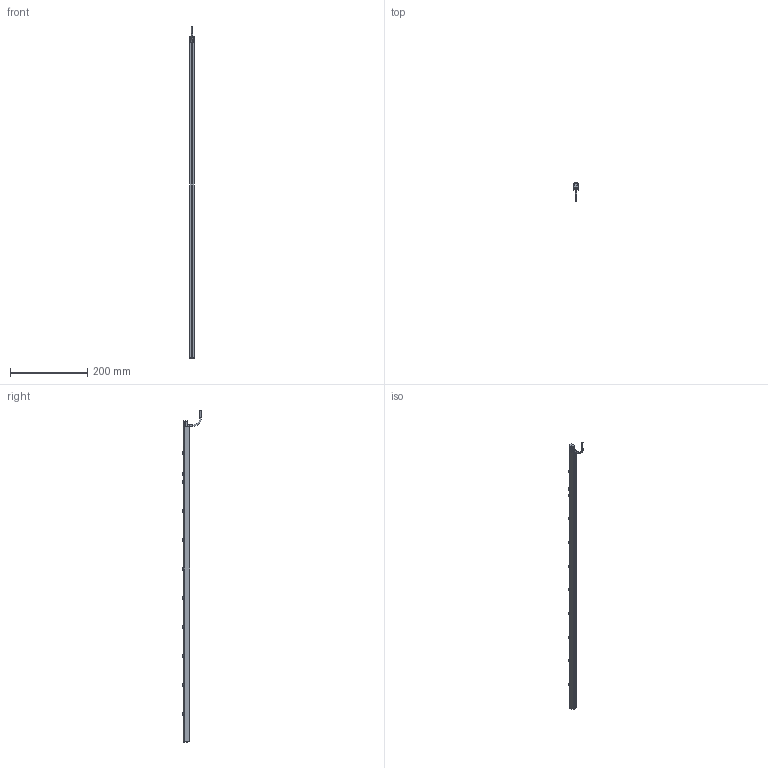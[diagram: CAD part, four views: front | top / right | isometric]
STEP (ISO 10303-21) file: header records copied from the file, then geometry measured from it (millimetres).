
FILE_DESCRIPTION((''),'2;1');
FILE_NAME('223801_ASM','2021-10-25T10:42:16',('PDMAdmin'),('BANNER ENGINEERING'),'CREO PARAMETRIC BY PTC INC, 2019292','CREO PARAMETRIC BY PTC INC, 2019292','');
FILE_SCHEMA(('CONFIG_CONTROL_DESIGN'));
Products named in the file (3): 223801_SM01; TTR_WEB_CABLE_SNUB; 223801_ASM
Assembly tree (2 placements, depth 2):
  223801_ASM
    223801_SM01
    TTR_WEB_CABLE_SNUB
Bounding box: 12 x 49.1 x 859.05 mm (x, y, z)
Volume: 134814.4 mm3; surface area: 61698.1 mm2
Topology: 2 solids, 2 shells, 1910 faces, 5113 edges, 3119 vertices
Faces by surface type: bspline 776, plane 512, cylinder 359, cone 123, sphere 46, revolution 40, torus 32, extrusion 22
Entity records: 134841 total; most frequent: CARTESIAN_POINT 94770, ORIENTED_EDGE 10142, DIRECTION 5825, EDGE_CURVE 5071, VERTEX_POINT 3119, B_SPLINE_CURVE_WITH_KNOTS 2581, AXIS2_PLACEMENT_3D 2134, EDGE_LOOP 1960
